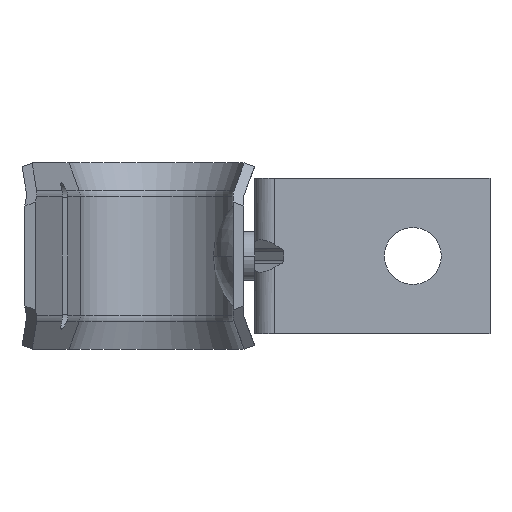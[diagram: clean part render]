
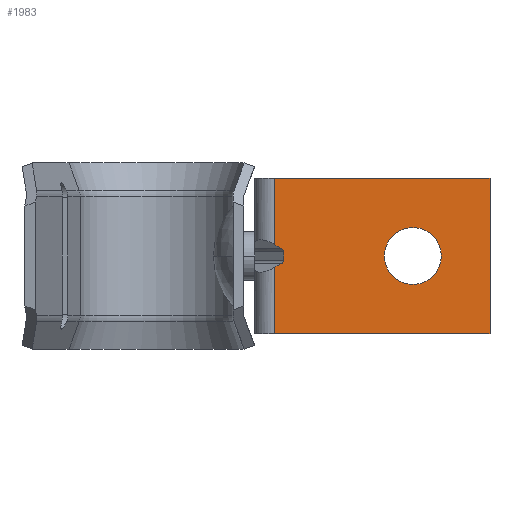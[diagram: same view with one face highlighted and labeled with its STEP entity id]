
A CAD part, front view. The second image highlights one B-rep face of the part: STEP entity #1983.
In plain terms, the highlighted planar face has unit normal (0, -1, 0).
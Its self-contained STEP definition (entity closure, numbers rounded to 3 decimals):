
#69 = CARTESIAN_POINT ( 'NONE',  ( 7.285, -29., 1.43 ) ) ;
#79 = CARTESIAN_POINT ( 'NONE',  ( 3.331, -29., -0.9 ) ) ;
#122 = EDGE_CURVE ( 'NONE', #3294, #1761, #926, .T. ) ;
#133 = DIRECTION ( 'NONE',  ( 0., 0., -1. ) ) ;
#139 = ORIENTED_EDGE ( 'NONE', *, *, #597, .T. ) ;
#150 = CARTESIAN_POINT ( 'NONE',  ( 3.586, -29., 0.516 ) ) ;
#166 = VERTEX_POINT ( 'NONE', #1490 ) ;
#170 = CARTESIAN_POINT ( 'NONE',  ( 3.331, -29., 0.9 ) ) ;
#291 = LINE ( 'NONE', #2225, #362 ) ;
#326 = DIRECTION ( 'NONE',  ( 0., 1., 0. ) ) ;
#346 = LINE ( 'NONE', #3903, #2973 ) ;
#362 = VECTOR ( 'NONE', #1236, 1000. ) ;
#391 = CARTESIAN_POINT ( 'NONE',  ( -1.069, -29., 3.493 ) ) ;
#494 = AXIS2_PLACEMENT_3D ( 'NONE', #3431, #1764, #3034 ) ;
#552 = ORIENTED_EDGE ( 'NONE', *, *, #1754, .T. ) ;
#597 = EDGE_CURVE ( 'NONE', #2182, #1199, #3242, .T. ) ;
#616 = AXIS2_PLACEMENT_3D ( 'NONE', #1528, #3457, #1575 ) ;
#675 = FACE_BOUND ( 'NONE', #3470, .T. ) ;
#696 = ORIENTED_EDGE ( 'NONE', *, *, #2305, .T. ) ;
#699 = CARTESIAN_POINT ( 'NONE',  ( 3.586, -29., -0.516 ) ) ;
#731 = LINE ( 'NONE', #3913, #4019 ) ;
#906 = LINE ( 'NONE', #1900, #1371 ) ;
#926 =( BOUNDED_CURVE ( )  B_SPLINE_CURVE ( 3, ( #170, #3384, #2123, #150 ),
 .UNSPECIFIED., .F., .T. ) 
 B_SPLINE_CURVE_WITH_KNOTS ( ( 4, 4 ),
 ( 5.407, 6.283 ),
 .UNSPECIFIED. ) 
 CURVE ( )  GEOMETRIC_REPRESENTATION_ITEM ( )  RATIONAL_B_SPLINE_CURVE ( ( 1., 0.937, 0.937, 1. ) ) 
 REPRESENTATION_ITEM ( '' )  );
#983 = ORIENTED_EDGE ( 'NONE', *, *, #122, .T. ) ;
#1075 =( BOUNDED_CURVE ( )  B_SPLINE_CURVE ( 3, ( #699, #3258, #2951, #79 ),
 .UNSPECIFIED., .F., .T. ) 
 B_SPLINE_CURVE_WITH_KNOTS ( ( 4, 4 ),
 ( 0., 0.876 ),
 .UNSPECIFIED. ) 
 CURVE ( )  GEOMETRIC_REPRESENTATION_ITEM ( )  RATIONAL_B_SPLINE_CURVE ( ( 1., 0.937, 0.937, 1. ) ) 
 REPRESENTATION_ITEM ( '' )  );
#1109 = CARTESIAN_POINT ( 'NONE',  ( 29., -29., 9.55 ) ) ;
#1123 = ORIENTED_EDGE ( 'NONE', *, *, #2360, .F. ) ;
#1164 = EDGE_CURVE ( 'NONE', #2975, #1582, #731, .T. ) ;
#1199 = VERTEX_POINT ( 'NONE', #2604 ) ;
#1236 = DIRECTION ( 'NONE',  ( 0., 0., -1. ) ) ;
#1371 = VECTOR ( 'NONE', #2197, 1000. ) ;
#1458 = EDGE_CURVE ( 'NONE', #3748, #2186, #291, .T. ) ;
#1490 = CARTESIAN_POINT ( 'NONE',  ( 2.5, -29., 9.55 ) ) ;
#1528 = CARTESIAN_POINT ( 'NONE',  ( 19.5, -29., 0. ) ) ;
#1535 = EDGE_CURVE ( 'NONE', #3243, #3748, #2937, .T. ) ;
#1575 = DIRECTION ( 'NONE',  ( -1., 0., 0. ) ) ;
#1582 = VERTEX_POINT ( 'NONE', #2646 ) ;
#1617 = PLANE ( 'NONE',  #4020 ) ;
#1638 = DIRECTION ( 'NONE',  ( 0., 0., -1. ) ) ;
#1643 = DIRECTION ( 'NONE',  ( 0.862, 0., -0.508 ) ) ;
#1663 = ORIENTED_EDGE ( 'NONE', *, *, #2007, .T. ) ;
#1681 = DIRECTION ( 'NONE',  ( 1., 0., 0. ) ) ;
#1754 = EDGE_CURVE ( 'NONE', #166, #3808, #906, .T. ) ;
#1761 = VERTEX_POINT ( 'NONE', #3180 ) ;
#1764 = DIRECTION ( 'NONE',  ( 0., 1., 0. ) ) ;
#1839 = CARTESIAN_POINT ( 'NONE',  ( 3.586, -29., -0.516 ) ) ;
#1900 = CARTESIAN_POINT ( 'NONE',  ( 2.5, -29., 9.55 ) ) ;
#1934 = FACE_OUTER_BOUND ( 'NONE', #2364, .T. ) ;
#1975 = DIRECTION ( 'NONE',  ( 1., 0., 0. ) ) ;
#1983 = ADVANCED_FACE ( 'NONE', ( #675, #1934 ), #1617, .F. ) ;
#1997 = CARTESIAN_POINT ( 'NONE',  ( 2.5, -29., 9.55 ) ) ;
#2007 = EDGE_CURVE ( 'NONE', #1761, #3857, #346, .T. ) ;
#2020 = ORIENTED_EDGE ( 'NONE', *, *, #3822, .T. ) ;
#2106 = EDGE_CURVE ( 'NONE', #1199, #2182, #3488, .T. ) ;
#2123 = CARTESIAN_POINT ( 'NONE',  ( 3.586, -29., 0.667 ) ) ;
#2158 = VECTOR ( 'NONE', #1643, 1000. ) ;
#2182 = VERTEX_POINT ( 'NONE', #2469 ) ;
#2186 = VERTEX_POINT ( 'NONE', #2516 ) ;
#2197 = DIRECTION ( 'NONE',  ( 0., 0., -1. ) ) ;
#2225 = CARTESIAN_POINT ( 'NONE',  ( 2.5, -29., 9.55 ) ) ;
#2288 = LINE ( 'NONE', #1997, #3086 ) ;
#2300 = VECTOR ( 'NONE', #3647, 1000. ) ;
#2305 = EDGE_CURVE ( 'NONE', #3808, #3294, #3543, .T. ) ;
#2360 = EDGE_CURVE ( 'NONE', #166, #2975, #2288, .T. ) ;
#2364 = EDGE_LOOP ( 'NONE', ( #552, #696, #983, #1663, #2020, #2533, #3815, #3886, #4092, #1123 ) ) ;
#2393 = CARTESIAN_POINT ( 'NONE',  ( 2.5, -29., -9.55 ) ) ;
#2457 = EDGE_CURVE ( 'NONE', #2186, #1582, #3963, .T. ) ;
#2469 = CARTESIAN_POINT ( 'NONE',  ( 16., -29., 0. ) ) ;
#2516 = CARTESIAN_POINT ( 'NONE',  ( 2.5, -29., -9.55 ) ) ;
#2533 = ORIENTED_EDGE ( 'NONE', *, *, #1535, .T. ) ;
#2604 = CARTESIAN_POINT ( 'NONE',  ( 23., -29., 0. ) ) ;
#2646 = CARTESIAN_POINT ( 'NONE',  ( 29., -29., -9.55 ) ) ;
#2885 = CARTESIAN_POINT ( 'NONE',  ( 2.5, -29., -1.39 ) ) ;
#2937 = LINE ( 'NONE', #69, #3563 ) ;
#2951 = CARTESIAN_POINT ( 'NONE',  ( 3.495, -29., -0.803 ) ) ;
#2973 = VECTOR ( 'NONE', #1638, 1000. ) ;
#2975 = VERTEX_POINT ( 'NONE', #1109 ) ;
#3034 = DIRECTION ( 'NONE',  ( -1., 0., 0. ) ) ;
#3086 = VECTOR ( 'NONE', #1681, 1000. ) ;
#3180 = CARTESIAN_POINT ( 'NONE',  ( 3.586, -29., 0.516 ) ) ;
#3238 = CARTESIAN_POINT ( 'NONE',  ( 2.5, -29., 1.39 ) ) ;
#3242 = CIRCLE ( 'NONE', #494, 3.5 ) ;
#3243 = VERTEX_POINT ( 'NONE', #4087 ) ;
#3258 = CARTESIAN_POINT ( 'NONE',  ( 3.586, -29., -0.667 ) ) ;
#3259 = CARTESIAN_POINT ( 'NONE',  ( 2.5, -29., 9.55 ) ) ;
#3294 = VERTEX_POINT ( 'NONE', #3775 ) ;
#3314 = ORIENTED_EDGE ( 'NONE', *, *, #2106, .T. ) ;
#3384 = CARTESIAN_POINT ( 'NONE',  ( 3.495, -29., 0.803 ) ) ;
#3431 = CARTESIAN_POINT ( 'NONE',  ( 19.5, -29., 0. ) ) ;
#3457 = DIRECTION ( 'NONE',  ( 0., 1., 0. ) ) ;
#3470 = EDGE_LOOP ( 'NONE', ( #139, #3314 ) ) ;
#3488 = CIRCLE ( 'NONE', #616, 3.5 ) ;
#3543 = LINE ( 'NONE', #391, #2158 ) ;
#3563 = VECTOR ( 'NONE', #3925, 1000. ) ;
#3647 = DIRECTION ( 'NONE',  ( 1., 0., 0. ) ) ;
#3748 = VERTEX_POINT ( 'NONE', #2885 ) ;
#3775 = CARTESIAN_POINT ( 'NONE',  ( 3.331, -29., 0.9 ) ) ;
#3808 = VERTEX_POINT ( 'NONE', #3238 ) ;
#3815 = ORIENTED_EDGE ( 'NONE', *, *, #1458, .T. ) ;
#3822 = EDGE_CURVE ( 'NONE', #3857, #3243, #1075, .T. ) ;
#3857 = VERTEX_POINT ( 'NONE', #1839 ) ;
#3886 = ORIENTED_EDGE ( 'NONE', *, *, #2457, .T. ) ;
#3903 = CARTESIAN_POINT ( 'NONE',  ( 3.586, -29., 9.55 ) ) ;
#3913 = CARTESIAN_POINT ( 'NONE',  ( 29., -29., 9.55 ) ) ;
#3925 = DIRECTION ( 'NONE',  ( -0.862, 0., -0.508 ) ) ;
#3963 = LINE ( 'NONE', #2393, #2300 ) ;
#4019 = VECTOR ( 'NONE', #133, 1000. ) ;
#4020 = AXIS2_PLACEMENT_3D ( 'NONE', #3259, #326, #1975 ) ;
#4087 = CARTESIAN_POINT ( 'NONE',  ( 3.331, -29., -0.9 ) ) ;
#4092 = ORIENTED_EDGE ( 'NONE', *, *, #1164, .F. ) ;
